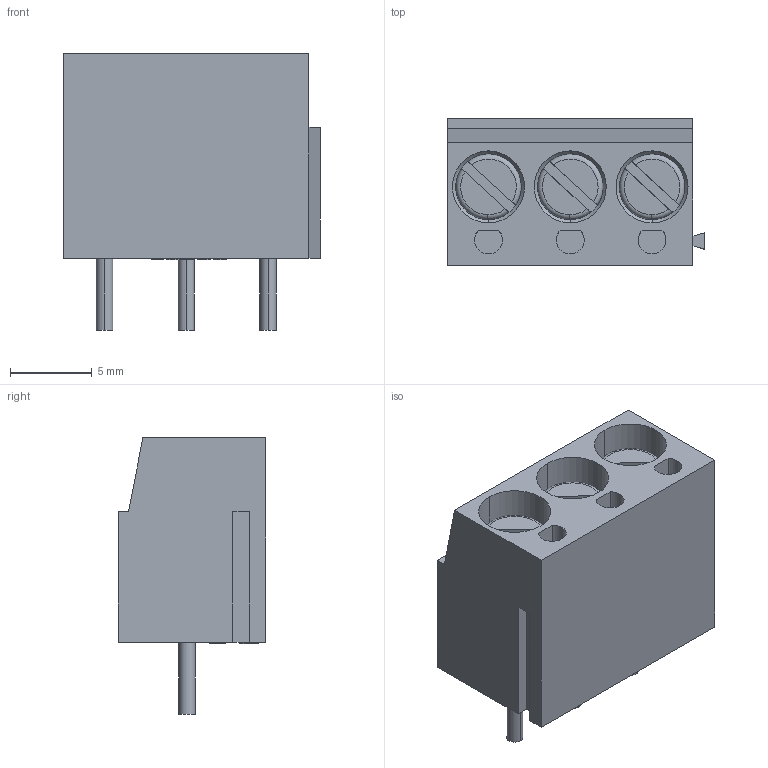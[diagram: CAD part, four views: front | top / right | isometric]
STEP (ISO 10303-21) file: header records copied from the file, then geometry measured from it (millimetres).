
FILE_DESCRIPTION (( 'STEP AP214' ), '1' );
FILE_NAME ('conn-th_3p-p5x00_wj300v-5x00-3p.step', '2022-05-26T07:28:30', ( '' ), ( '' ), 'SwSTEP 2.0', 'SolidWorks 2020', '' );
FILE_SCHEMA (( 'AUTOMOTIVE_DESIGN' ));
Length unit declared in the file: millimetre
Products named in the file (1): conn-th_3p-p5x00_wj300v-5x00-3p
Bounding box: 15.7 x 9 x 16.9 mm (x, y, z)
Volume: 971.8 mm3; surface area: 2465.2 mm2
Topology: 10 solids, 10 shells, 341 faces, 918 edges, 608 vertices
Faces by surface type: plane 266, cylinder 60, torus 9, cone 6
Entity records: 14569 total; most frequent: CARTESIAN_POINT 2078, ORIENTED_EDGE 1836, DIRECTION 1671, EDGE_CURVE 918, LINE 753, VECTOR 753, VERTEX_POINT 608, AXIS2_PLACEMENT_3D 459
